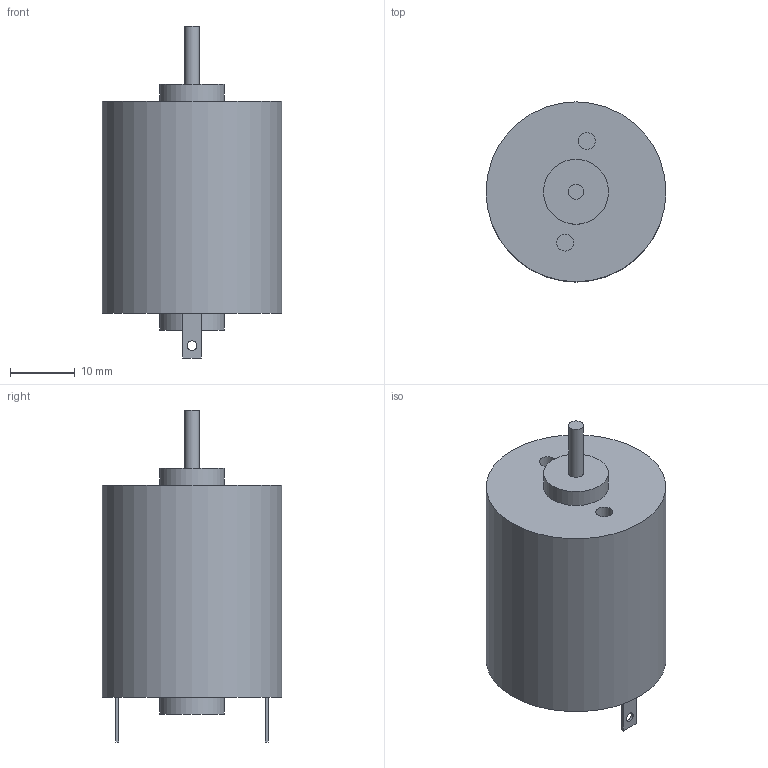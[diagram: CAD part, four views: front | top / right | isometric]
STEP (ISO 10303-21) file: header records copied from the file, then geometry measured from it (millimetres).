
FILE_DESCRIPTION(('FreeCAD Model'),'2;1');
FILE_NAME('RS-360SH.step','2016-12-10T11:12:10',('Daniel Sallin'),( 'Daniel-STP'),'Open CASCADE STEP processor 6.8','FreeCAD','Unknown' );
FILE_SCHEMA(('AUTOMOTIVE_DESIGN_CC2 { 1 2 10303 214 -1 1 5 4 }'));
Length unit declared in the file: millimetre
Products named in the file (2): ASSEMBLY; Pocket001
Assembly tree (1 placements, depth 2):
  ASSEMBLY
    Pocket001
Bounding box: 27.7 x 27.7 x 51.1 mm (x, y, z)
Volume: 20063 mm3; surface area: 4420.9 mm2
Topology: 1 solids, 1 shells, 25 faces, 48 edges, 32 vertices
Faces by surface type: plane 17, cylinder 8
Full cylindrical faces by diameter (mm): 1.5 x2, 2.3 x1, 2.6 x2, 10 x2, 27.7 x1
Entity records: 1348 total; most frequent: CARTESIAN_POINT 281, DIRECTION 201, LINE 112, VECTOR 112, ORIENTED_EDGE 96, PCURVE 96, DEFINITIONAL_REPRESENTATION 96, EDGE_CURVE 48
